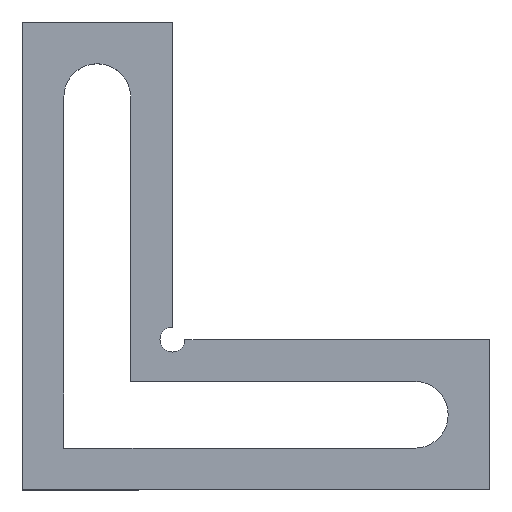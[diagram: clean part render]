
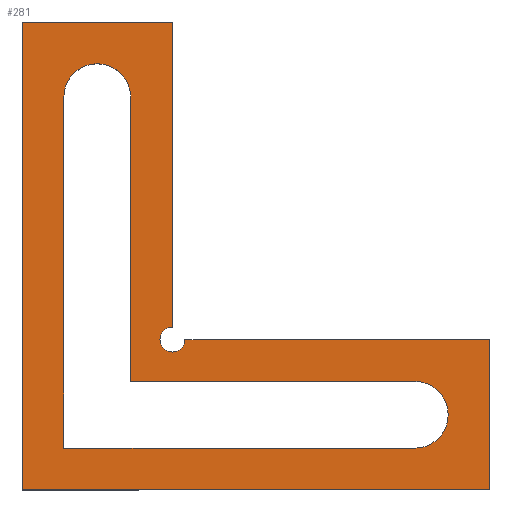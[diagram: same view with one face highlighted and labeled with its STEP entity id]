
A CAD part, top view. The second image highlights one B-rep face of the part: STEP entity #281.
In plain terms, the highlighted planar face has unit normal (0, 0, 1).
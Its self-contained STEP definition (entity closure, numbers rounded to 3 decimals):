
#15=FACE_BOUND('',#47,.T.);
#18=PLANE('',#321);
#31=FACE_OUTER_BOUND('',#46,.T.);
#46=EDGE_LOOP('',(#206,#207,#208,#209,#210,#211,#212));
#47=EDGE_LOOP('',(#213,#214,#215,#216,#217,#218));
#62=CIRCLE('',#319,1.5);
#63=CIRCLE('',#322,4.);
#64=CIRCLE('',#323,4.);
#69=LINE('',#427,#102);
#72=LINE('',#433,#105);
#73=LINE('',#435,#106);
#74=LINE('',#437,#107);
#75=LINE('',#439,#108);
#76=LINE('',#440,#109);
#77=LINE('',#443,#110);
#78=LINE('',#445,#111);
#79=LINE('',#449,#112);
#80=LINE('',#451,#113);
#102=VECTOR('',#350,10.);
#105=VECTOR('',#355,10.);
#106=VECTOR('',#356,10.);
#107=VECTOR('',#357,10.);
#108=VECTOR('',#358,10.);
#109=VECTOR('',#359,10.);
#110=VECTOR('',#360,10.);
#111=VECTOR('',#361,10.);
#112=VECTOR('',#364,10.);
#113=VECTOR('',#365,10.);
#134=VERTEX_POINT('',#418);
#136=VERTEX_POINT('',#422);
#137=VERTEX_POINT('',#426);
#139=VERTEX_POINT('',#432);
#140=VERTEX_POINT('',#434);
#141=VERTEX_POINT('',#436);
#142=VERTEX_POINT('',#438);
#143=VERTEX_POINT('',#441);
#144=VERTEX_POINT('',#442);
#145=VERTEX_POINT('',#444);
#146=VERTEX_POINT('',#446);
#147=VERTEX_POINT('',#448);
#148=VERTEX_POINT('',#450);
#162=EDGE_CURVE('',#134,#136,#62,.T.);
#163=EDGE_CURVE('',#137,#134,#69,.T.);
#166=EDGE_CURVE('',#136,#139,#72,.T.);
#167=EDGE_CURVE('',#139,#140,#73,.T.);
#168=EDGE_CURVE('',#140,#141,#74,.T.);
#169=EDGE_CURVE('',#141,#142,#75,.T.);
#170=EDGE_CURVE('',#142,#137,#76,.T.);
#171=EDGE_CURVE('',#143,#144,#77,.T.);
#172=EDGE_CURVE('',#144,#145,#78,.T.);
#173=EDGE_CURVE('',#145,#146,#63,.T.);
#174=EDGE_CURVE('',#146,#147,#79,.T.);
#175=EDGE_CURVE('',#147,#148,#80,.T.);
#176=EDGE_CURVE('',#148,#143,#64,.T.);
#206=ORIENTED_EDGE('',*,*,#162,.T.);
#207=ORIENTED_EDGE('',*,*,#166,.T.);
#208=ORIENTED_EDGE('',*,*,#167,.T.);
#209=ORIENTED_EDGE('',*,*,#168,.T.);
#210=ORIENTED_EDGE('',*,*,#169,.T.);
#211=ORIENTED_EDGE('',*,*,#170,.T.);
#212=ORIENTED_EDGE('',*,*,#163,.T.);
#213=ORIENTED_EDGE('',*,*,#171,.T.);
#214=ORIENTED_EDGE('',*,*,#172,.T.);
#215=ORIENTED_EDGE('',*,*,#173,.T.);
#216=ORIENTED_EDGE('',*,*,#174,.T.);
#217=ORIENTED_EDGE('',*,*,#175,.T.);
#218=ORIENTED_EDGE('',*,*,#176,.T.);
#281=ADVANCED_FACE('',(#31,#15),#18,.T.);
#319=AXIS2_PLACEMENT_3D('',#424,#346,#347);
#321=AXIS2_PLACEMENT_3D('',#431,#353,#354);
#322=AXIS2_PLACEMENT_3D('',#447,#362,#363);
#323=AXIS2_PLACEMENT_3D('',#452,#366,#367);
#346=DIRECTION('center_axis',(0.,0.,-1.));
#347=DIRECTION('ref_axis',(1.,0.,0.));
#350=DIRECTION('',(-1.,0.,0.));
#353=DIRECTION('center_axis',(0.,0.,1.));
#354=DIRECTION('ref_axis',(1.,0.,0.));
#355=DIRECTION('',(0.,1.,0.));
#356=DIRECTION('',(-1.,0.,0.));
#357=DIRECTION('',(0.,-1.,0.));
#358=DIRECTION('',(1.,0.,0.));
#359=DIRECTION('',(0.,1.,0.));
#360=DIRECTION('',(-1.,0.,0.));
#361=DIRECTION('',(0.,1.,0.));
#362=DIRECTION('center_axis',(0.,0.,-1.));
#363=DIRECTION('ref_axis',(1.,0.,0.));
#364=DIRECTION('',(0.,-1.,0.));
#365=DIRECTION('',(1.,0.,0.));
#366=DIRECTION('center_axis',(0.,0.,-1.));
#367=DIRECTION('ref_axis',(0.,-1.,0.));
#418=CARTESIAN_POINT('',(16.5,15.,5.));
#422=CARTESIAN_POINT('',(15.,16.5,5.));
#424=CARTESIAN_POINT('Origin',(15.,15.,5.));
#426=CARTESIAN_POINT('',(53.,15.,5.));
#427=CARTESIAN_POINT('',(53.,15.,5.));
#431=CARTESIAN_POINT('Origin',(25.,25.,5.));
#432=CARTESIAN_POINT('',(15.,53.,5.));
#433=CARTESIAN_POINT('',(15.,15.,5.));
#434=CARTESIAN_POINT('',(-3.,53.,5.));
#435=CARTESIAN_POINT('',(15.,53.,5.));
#436=CARTESIAN_POINT('',(-3.,-3.,5.));
#437=CARTESIAN_POINT('',(-3.,53.,5.));
#438=CARTESIAN_POINT('',(53.,-3.,5.));
#439=CARTESIAN_POINT('',(-3.,-3.,5.));
#440=CARTESIAN_POINT('',(53.,-3.,5.));
#441=CARTESIAN_POINT('',(44.,2.,5.));
#442=CARTESIAN_POINT('',(2.,2.,5.));
#443=CARTESIAN_POINT('',(34.5,2.,5.));
#444=CARTESIAN_POINT('',(2.,44.,5.));
#445=CARTESIAN_POINT('',(2.,13.5,5.));
#446=CARTESIAN_POINT('',(10.,44.,5.));
#447=CARTESIAN_POINT('Origin',(6.,44.,5.));
#448=CARTESIAN_POINT('',(10.,10.,5.));
#449=CARTESIAN_POINT('',(10.,34.5,5.));
#450=CARTESIAN_POINT('',(44.,10.,5.));
#451=CARTESIAN_POINT('',(17.5,10.,5.));
#452=CARTESIAN_POINT('Origin',(44.,6.,5.));
